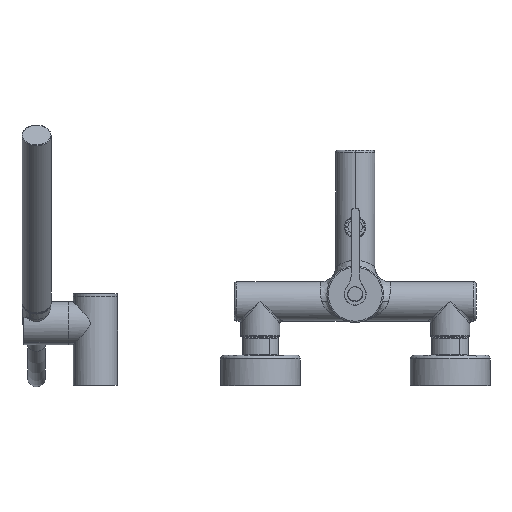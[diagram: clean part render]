
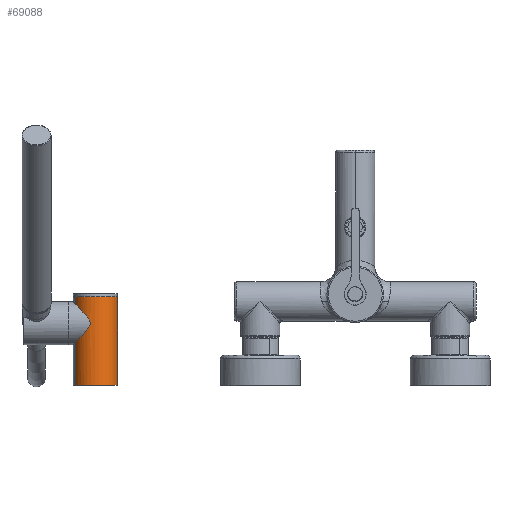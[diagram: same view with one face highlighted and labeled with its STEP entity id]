
A CAD part, top view. The second image highlights one B-rep face of the part: STEP entity #69088.
In plain terms, the highlighted cylindrical face has radius 17.5 mm (diameter 35 mm), a partial arc.
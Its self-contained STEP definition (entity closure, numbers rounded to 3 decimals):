
#68940=CARTESIAN_POINT('Vertex',(-220.638,-37.785,94.509)) ;
#68944=CARTESIAN_POINT('Control Point',(-220.638,-37.785,94.509)) ;
#68945=CARTESIAN_POINT('Control Point',(-219.811,-36.927,96.021)) ;
#68946=CARTESIAN_POINT('Control Point',(-218.837,-35.911,97.363)) ;
#68947=CARTESIAN_POINT('Control Point',(-217.766,-34.784,98.522)) ;
#68948=CARTESIAN_POINT('Control Point',(-216.006,-32.913,100.062)) ;
#68949=CARTESIAN_POINT('Control Point',(-214.167,-30.867,101.224)) ;
#68950=CARTESIAN_POINT('Control Point',(-213.511,-30.12,101.589)) ;
#68951=CARTESIAN_POINT('Control Point',(-212.298,-28.702,102.182)) ;
#68952=CARTESIAN_POINT('Control Point',(-211.146,-27.182,102.621)) ;
#68953=CARTESIAN_POINT('Control Point',(-210.641,-26.458,102.789)) ;
#68954=CARTESIAN_POINT('Control Point',(-209.954,-25.337,102.988)) ;
#68955=CARTESIAN_POINT('Control Point',(-209.548,-24.089,103.091)) ;
#68956=CARTESIAN_POINT('Control Point',(-209.458,-23.682,103.113)) ;
#68957=CARTESIAN_POINT('Control Point',(-209.391,-22.92,103.129)) ;
#68958=CARTESIAN_POINT('Control Point',(-209.496,-22.165,103.104)) ;
#68959=CARTESIAN_POINT('Control Point',(-209.578,-21.828,103.083)) ;
#68960=CARTESIAN_POINT('Control Point',(-209.916,-20.801,102.997)) ;
#68961=CARTESIAN_POINT('Control Point',(-210.451,-19.86,102.845)) ;
#68962=CARTESIAN_POINT('Control Point',(-210.851,-19.251,102.717)) ;
#68963=CARTESIAN_POINT('Control Point',(-211.799,-17.931,102.381)) ;
#68964=CARTESIAN_POINT('Control Point',(-212.815,-16.697,101.932)) ;
#68965=CARTESIAN_POINT('Control Point',(-213.384,-16.03,101.65)) ;
#68966=CARTESIAN_POINT('Control Point',(-215.337,-13.802,100.564)) ;
#68967=CARTESIAN_POINT('Control Point',(-217.247,-11.766,99.065)) ;
#68968=CARTESIAN_POINT('Control Point',(-218.522,-10.418,97.787)) ;
#68969=CARTESIAN_POINT('Control Point',(-219.679,-9.21,96.263)) ;
#68970=CARTESIAN_POINT('Control Point',(-220.638,-8.215,94.509)) ;
#68971=CARTESIAN_POINT('Vertex',(-220.638,-8.215,94.509)) ;
#69042=CARTESIAN_POINT('Axis2P3D Location',(-205.28,-37.,86.119)) ;
#69047=CARTESIAN_POINT('Line Origine',(-220.638,-37.,94.509)) ;
#69051=CARTESIAN_POINT('Vertex',(-220.638,-72.,94.509)) ;
#69054=CARTESIAN_POINT('Axis2P3D Location',(-205.28,-72.,86.119)) ;
#69058=CARTESIAN_POINT('Vertex',(-189.922,-72.,77.729)) ;
#69061=CARTESIAN_POINT('Line Origine',(-189.922,-37.,77.729)) ;
#69065=CARTESIAN_POINT('Vertex',(-189.922,-2.,77.729)) ;
#69068=CARTESIAN_POINT('Axis2P3D Location',(-205.28,-2.,86.119)) ;
#69072=CARTESIAN_POINT('Vertex',(-220.638,-2.,94.509)) ;
#69075=CARTESIAN_POINT('Line Origine',(-220.638,-37.,94.509)) ;
#69049=VECTOR('Line Direction',#69048,1.) ;
#69063=VECTOR('Line Direction',#69062,1.) ;
#69077=VECTOR('Line Direction',#69076,1.) ;
#69043=DIRECTION('Axis2P3D Direction',(0.,1.,-0.)) ;
#69044=DIRECTION('Axis2P3D XDirection',(-0.878,0.,0.479)) ;
#69048=DIRECTION('Vector Direction',(0.,1.,0.)) ;
#69055=DIRECTION('Axis2P3D Direction',(0.,1.,-0.)) ;
#69062=DIRECTION('Vector Direction',(0.,1.,0.)) ;
#69069=DIRECTION('Axis2P3D Direction',(0.,1.,-0.)) ;
#69076=DIRECTION('Vector Direction',(0.,1.,0.)) ;
#69045=AXIS2_PLACEMENT_3D('Cylinder Axis2P3D',#69042,#69043,#69044) ;
#69056=AXIS2_PLACEMENT_3D('Circle Axis2P3D',#69054,#69055,$) ;
#69070=AXIS2_PLACEMENT_3D('Circle Axis2P3D',#69068,#69069,$) ;
#69050=LINE('Line',#69047,#69049) ;
#69064=LINE('Line',#69061,#69063) ;
#69078=LINE('Line',#69075,#69077) ;
#69057=CIRCLE('generated circle',#69056,17.5) ;
#69071=CIRCLE('generated circle',#69070,17.5) ;
#69046=CYLINDRICAL_SURFACE('generated cylinder',#69045,17.5) ;
#68973=EDGE_CURVE('',#68941,#68972,#68943,.T.) ;
#69053=EDGE_CURVE('',#68941,#69052,#69050,.F.) ;
#69060=EDGE_CURVE('',#69052,#69059,#69057,.T.) ;
#69067=EDGE_CURVE('',#69066,#69059,#69064,.F.) ;
#69074=EDGE_CURVE('',#69073,#69066,#69071,.T.) ;
#69079=EDGE_CURVE('',#69073,#68972,#69078,.F.) ;
#69081=ORIENTED_EDGE('',*,*,#69053,.T.) ;
#69082=ORIENTED_EDGE('',*,*,#69060,.T.) ;
#69083=ORIENTED_EDGE('',*,*,#69067,.F.) ;
#69084=ORIENTED_EDGE('',*,*,#69074,.F.) ;
#69085=ORIENTED_EDGE('',*,*,#69079,.T.) ;
#69086=ORIENTED_EDGE('',*,*,#68973,.F.) ;
#69080=EDGE_LOOP('',(#69081,#69082,#69083,#69084,#69085,#69086)) ;
#68941=VERTEX_POINT('',#68940) ;
#68972=VERTEX_POINT('',#68971) ;
#69052=VERTEX_POINT('',#69051) ;
#69059=VERTEX_POINT('',#69058) ;
#69066=VERTEX_POINT('',#69065) ;
#69073=VERTEX_POINT('',#69072) ;
#69088=ADVANCED_FACE('Product1_AllCATPart.1\\Product1_AllCATPart.1\\P99288.1\\PartBody',(#69087),#69046,.T.) ;
#68943=B_SPLINE_CURVE_WITH_KNOTS('',5,(#68944,#68945,#68946,#68947,#68948,#68949,#68950,#68951,#68952,#68953,#68954,#68955,#68956,#68957,#68958,#68959,#68960,#68961,#68962,#68963,#68964,#68965,#68966,#68967,#68968,#68969,#68970),.UNSPECIFIED.,.F.,.U.,(6,3,3,3,3,3,3,3,6),(0.,13.612,21.089,27.438,30.365,32.802,38.02,44.525,60.313),.UNSPECIFIED.) ;
#69087=FACE_OUTER_BOUND('',#69080,.T.) ;
